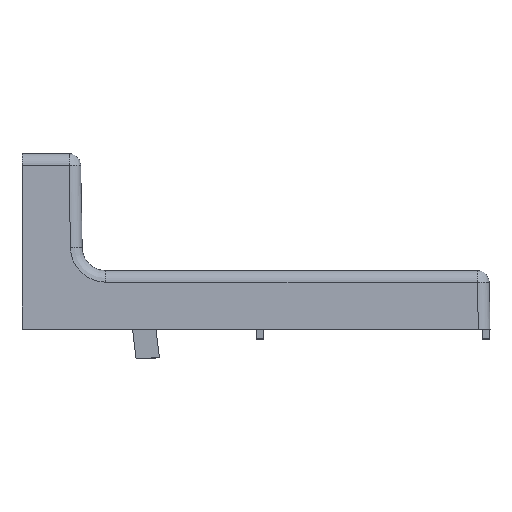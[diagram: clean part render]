
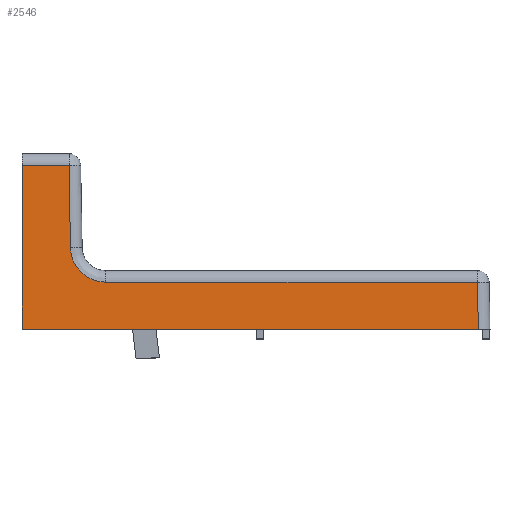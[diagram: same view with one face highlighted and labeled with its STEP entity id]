
A CAD part, top view. The second image highlights one B-rep face of the part: STEP entity #2546.
In plain terms, the highlighted planar face has unit normal (0, 0.018, 1).
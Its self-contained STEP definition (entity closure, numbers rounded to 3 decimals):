
#941 = FACE_OUTER_BOUND ( 'NONE', #6580, .T. ) ;
#1129 = CARTESIAN_POINT ( 'NONE',  ( 12.136, 42.347, 13.359 ) ) ;
#1182 = ORIENTED_EDGE ( 'NONE', *, *, #6405, .T. ) ;
#1192 = CARTESIAN_POINT ( 'NONE',  ( 21.295, 12.137, 13.886 ) ) ;
#1218 = CARTESIAN_POINT ( 'NONE',  ( 16.914, 13.423, 13.864 ) ) ;
#1243 = CARTESIAN_POINT ( 'NONE',  ( 13.403, 17.265, 13.797 ) ) ;
#1261 = ORIENTED_EDGE ( 'NONE', *, *, #9685, .T. ) ;
#1384 = VECTOR ( 'NONE', #5684, 1000. ) ;
#1426 = LINE ( 'NONE', #5657, #1384 ) ;
#1575 = CARTESIAN_POINT ( 'NONE',  ( 0., 0., 14.098 ) ) ;
#1609 = ORIENTED_EDGE ( 'NONE', *, *, #7492, .T. ) ;
#1742 = CARTESIAN_POINT ( 'NONE',  ( 117.819, 0., 14.098 ) ) ;
#1805 = CARTESIAN_POINT ( 'NONE',  ( 12.508, 21.042, 13.731 ) ) ;
#1827 = CARTESIAN_POINT ( 'NONE',  ( 12.518, 20.491, 13.74 ) ) ;
#1828 = CARTESIAN_POINT ( 'NONE',  ( 12.577, 19.948, 13.75 ) ) ;
#1840 = CARTESIAN_POINT ( 'NONE',  ( 12.692, 19.377, 13.76 ) ) ;
#1855 = CARTESIAN_POINT ( 'NONE',  ( 12.7, 19.339, 13.76 ) ) ;
#1866 = CARTESIAN_POINT ( 'NONE',  ( 12.715, 19.268, 13.762 ) ) ;
#1867 = CARTESIAN_POINT ( 'NONE',  ( 12.738, 19.162, 13.764 ) ) ;
#1882 = CARTESIAN_POINT ( 'NONE',  ( 12.933, 18.426, 13.776 ) ) ;
#1897 = CARTESIAN_POINT ( 'NONE',  ( 13.079, 18.018, 13.784 ) ) ;
#1910 = CARTESIAN_POINT ( 'NONE',  ( 13.218, 17.679, 13.789 ) ) ;
#1914 = CARTESIAN_POINT ( 'NONE',  ( 13.248, 17.61, 13.791 ) ) ;
#1925 = CARTESIAN_POINT ( 'NONE',  ( 13.293, 17.506, 13.792 ) ) ;
#1950 = CARTESIAN_POINT ( 'NONE',  ( 13.872, 16.406, 13.812 ) ) ;
#1954 = CARTESIAN_POINT ( 'NONE',  ( 14.082, 16.093, 13.817 ) ) ;
#1966 = CARTESIAN_POINT ( 'NONE',  ( 14.127, 16.027, 13.818 ) ) ;
#1978 = CARTESIAN_POINT ( 'NONE',  ( 14.216, 15.901, 13.82 ) ) ;
#1985 = CARTESIAN_POINT ( 'NONE',  ( 14.352, 15.714, 13.824 ) ) ;
#2004 = CARTESIAN_POINT ( 'NONE',  ( 14.685, 15.291, 13.831 ) ) ;
#2006 = CARTESIAN_POINT ( 'NONE',  ( 14.997, 14.952, 13.837 ) ) ;
#2030 = CARTESIAN_POINT ( 'NONE',  ( 15.658, 14.303, 13.848 ) ) ;
#2034 = CARTESIAN_POINT ( 'NONE',  ( 16.139, 13.918, 13.855 ) ) ;
#2048 = CARTESIAN_POINT ( 'NONE',  ( 16.785, 13.502, 13.862 ) ) ;
#2066 = CARTESIAN_POINT ( 'NONE',  ( 17.109, 13.308, 13.866 ) ) ;
#2076 = CARTESIAN_POINT ( 'NONE',  ( 17.573, 13.056, 13.87 ) ) ;
#2090 = CARTESIAN_POINT ( 'NONE',  ( 17.985, 12.87, 13.873 ) ) ;
#2102 = CARTESIAN_POINT ( 'NONE',  ( 18.301, 12.747, 13.876 ) ) ;
#2113 = CARTESIAN_POINT ( 'NONE',  ( 18.334, 12.734, 13.876 ) ) ;
#2133 = CARTESIAN_POINT ( 'NONE',  ( 18.402, 12.708, 13.876 ) ) ;
#2136 = CARTESIAN_POINT ( 'NONE',  ( 18.504, 12.67, 13.877 ) ) ;
#2154 = CARTESIAN_POINT ( 'NONE',  ( 18.744, 12.586, 13.878 ) ) ;
#2158 = CARTESIAN_POINT ( 'NONE',  ( 19.228, 12.436, 13.881 ) ) ;
#2172 = CARTESIAN_POINT ( 'NONE',  ( 19.651, 12.337, 13.883 ) ) ;
#2188 = CARTESIAN_POINT ( 'NONE',  ( 19.972, 12.279, 13.884 ) ) ;
#2196 = CARTESIAN_POINT ( 'NONE',  ( 20.004, 12.273, 13.884 ) ) ;
#2214 = CARTESIAN_POINT ( 'NONE',  ( 20.071, 12.261, 13.884 ) ) ;
#2216 = CARTESIAN_POINT ( 'NONE',  ( 20.173, 12.245, 13.884 ) ) ;
#2292 = CARTESIAN_POINT ( 'NONE',  ( 21.57, 12.137, 13.886 ) ) ;
#2344 = VECTOR ( 'NONE', #4034, 1000. ) ;
#2546 = ADVANCED_FACE ( 'NONE', ( #941 ), #3690, .T. ) ;
#2590 = ORIENTED_EDGE ( 'NONE', *, *, #10225, .T. ) ;
#2872 = LINE ( 'NONE', #4082, #8596 ) ;
#3038 = VECTOR ( 'NONE', #5513, 1000. ) ;
#3287 = VERTEX_POINT ( 'NONE', #1575 ) ;
#3623 = DIRECTION ( 'NONE',  ( 0., -1., 0.017 ) ) ;
#3653 = DIRECTION ( 'NONE',  ( 0., 0.017, 1. ) ) ;
#3665 = CARTESIAN_POINT ( 'NONE',  ( 120.84, 0., 14.098 ) ) ;
#3690 = PLANE ( 'NONE',  #3974 ) ;
#3802 = CARTESIAN_POINT ( 'NONE',  ( 0., 42.347, 13.359 ) ) ;
#3824 = EDGE_CURVE ( 'NONE', #3287, #7845, #2872, .T. ) ;
#3974 = AXIS2_PLACEMENT_3D ( 'NONE', #3665, #3653, #3623 ) ;
#4034 = DIRECTION ( 'NONE',  ( 0., -1., 0.017 ) ) ;
#4082 = CARTESIAN_POINT ( 'NONE',  ( 120.84, 0., 14.098 ) ) ;
#4089 = CARTESIAN_POINT ( 'NONE',  ( 20.885, 12.155, 13.886 ) ) ;
#4125 = CARTESIAN_POINT ( 'NONE',  ( 13.64, 16.794, 13.805 ) ) ;
#4172 = DIRECTION ( 'NONE',  ( 1., 0., 0. ) ) ;
#4293 = VERTEX_POINT ( 'NONE', #9242 ) ;
#4539 = CARTESIAN_POINT ( 'NONE',  ( 12.508, 21.042, 13.731 ) ) ;
#4566 = DIRECTION ( 'NONE',  ( -0.017, 1., -0.017 ) ) ;
#4711 = EDGE_CURVE ( 'NONE', #8241, #7845, #9113, .T. ) ;
#4883 = CARTESIAN_POINT ( 'NONE',  ( 13.203, 17.716, 13.789 ) ) ;
#5088 = CARTESIAN_POINT ( 'NONE',  ( 117.608, 12.137, 13.886 ) ) ;
#5397 = CARTESIAN_POINT ( 'NONE',  ( 120.84, 12.137, 13.886 ) ) ;
#5513 = DIRECTION ( 'NONE',  ( -1., 0., 0. ) ) ;
#5657 = CARTESIAN_POINT ( 'NONE',  ( 120.84, 42.347, 13.359 ) ) ;
#5684 = DIRECTION ( 'NONE',  ( -1., 0., 0. ) ) ;
#5817 = VECTOR ( 'NONE', #6453, 1000. ) ;
#5871 = CARTESIAN_POINT ( 'NONE',  ( 12.797, 18.915, 13.768 ) ) ;
#5922 = ORIENTED_EDGE ( 'NONE', *, *, #3824, .T. ) ;
#6088 = CARTESIAN_POINT ( 'NONE',  ( 117.82, -0.053, 14.099 ) ) ;
#6405 = EDGE_CURVE ( 'NONE', #8241, #7122, #9478, .T. ) ;
#6414 = CARTESIAN_POINT ( 'NONE',  ( 12.508, 21.042, 13.731 ) ) ;
#6453 = DIRECTION ( 'NONE',  ( 0.017, -1., 0.017 ) ) ;
#6580 = EDGE_LOOP ( 'NONE', ( #8943, #1182, #2590, #1609, #1261, #8511, #5922 ) ) ;
#7122 = VERTEX_POINT ( 'NONE', #7325 ) ;
#7320 = VERTEX_POINT ( 'NONE', #6414 ) ;
#7325 = CARTESIAN_POINT ( 'NONE',  ( 21.57, 12.137, 13.886 ) ) ;
#7409 = CARTESIAN_POINT ( 'NONE',  ( 20.41, 12.209, 13.885 ) ) ;
#7441 = LINE ( 'NONE', #3802, #2344 ) ;
#7492 = EDGE_CURVE ( 'NONE', #7320, #9417, #7675, .T. ) ;
#7617 = EDGE_CURVE ( 'NONE', #4293, #3287, #7441, .T. ) ;
#7656 = VECTOR ( 'NONE', #4566, 1000. ) ;
#7675 = LINE ( 'NONE', #4539, #7656 ) ;
#7845 = VERTEX_POINT ( 'NONE', #1742 ) ;
#8241 = VERTEX_POINT ( 'NONE', #5088 ) ;
#8511 = ORIENTED_EDGE ( 'NONE', *, *, #7617, .T. ) ;
#8596 = VECTOR ( 'NONE', #4172, 1000. ) ;
#8943 = ORIENTED_EDGE ( 'NONE', *, *, #4711, .F. ) ;
#9103 = CARTESIAN_POINT ( 'NONE',  ( 16.722, 13.542, 13.862 ) ) ;
#9113 = LINE ( 'NONE', #6088, #5817 ) ;
#9242 = CARTESIAN_POINT ( 'NONE',  ( 0., 42.347, 13.359 ) ) ;
#9417 = VERTEX_POINT ( 'NONE', #1129 ) ;
#9451 = B_SPLINE_CURVE_WITH_KNOTS ( 'NONE', 3,
 ( #2292, #1192, #4089, #7409, #2216, #2214, #2196, #2188, #2172, #2158, #2154, #2136, #2133, #2113, #2102, #2090, #2076, #2066, #1218, #2048, #9103, #2034, #2030, #2006, #2004, #1985, #1978, #1966, #1954, #1950, #4125, #1243, #1925, #1914, #1910, #4883, #1897, #1882, #5871, #1867, #1866, #1855, #1840, #1828, #1827, #1805 ),
 .UNSPECIFIED., .F., .F.,
 ( 4, 1, 1, 1, 2, 2, 1, 1, 1, 2, 2, 1, 1, 2, 2, 2, 1, 1, 2, 2, 1, 1, 1, 2, 2, 1, 1, 1, 2, 2, 4 ),
 ( 0., 0.063, 0.094, 0.109, 0.117, 0.125, 0.188, 0.219, 0.234, 0.242, 0.25, 0.313, 0.344, 0.359, 0.375, 0.5, 0.562, 0.594, 0.609, 0.625, 0.687, 0.719, 0.734, 0.742, 0.75, 0.812, 0.844, 0.859, 0.867, 0.875, 1. ),
 .UNSPECIFIED. ) ;
#9478 = LINE ( 'NONE', #5397, #3038 ) ;
#9685 = EDGE_CURVE ( 'NONE', #9417, #4293, #1426, .T. ) ;
#10225 = EDGE_CURVE ( 'NONE', #7122, #7320, #9451, .T. ) ;
